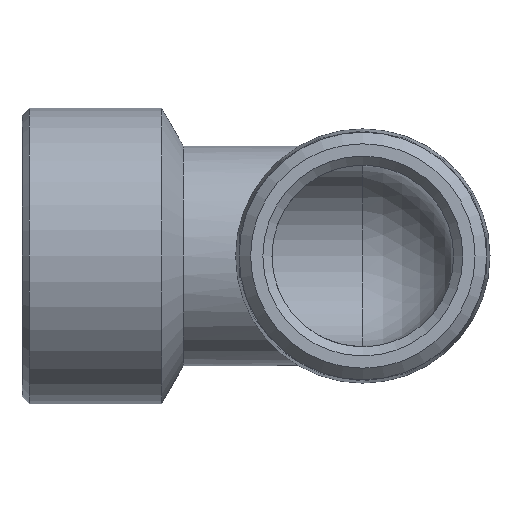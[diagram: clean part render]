
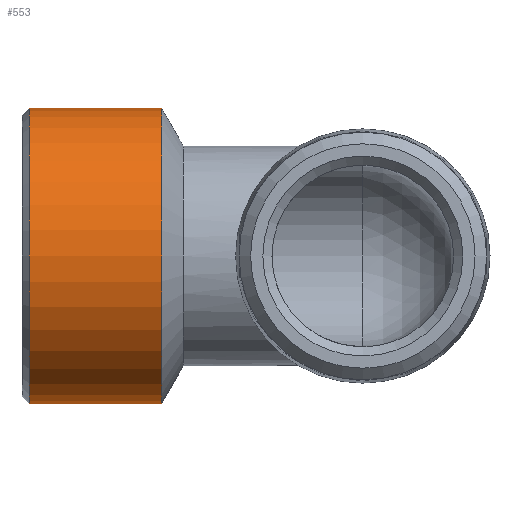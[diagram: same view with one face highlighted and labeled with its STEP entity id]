
A CAD part, left-side view. The second image highlights one B-rep face of the part: STEP entity #553.
In plain terms, the highlighted cylindrical face has radius 19.5 mm (diameter 39 mm), a full revolution.
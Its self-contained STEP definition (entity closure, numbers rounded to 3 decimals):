
#123=CIRCLE('',#615,19.5);
#124=CIRCLE('',#617,19.5);
#179=ORIENTED_EDGE('',*,*,#325,.F.);
#180=ORIENTED_EDGE('',*,*,#324,.T.);
#324=EDGE_CURVE('',#396,#396,#123,.T.);
#325=EDGE_CURVE('',#397,#397,#124,.T.);
#396=VERTEX_POINT('',#954);
#397=VERTEX_POINT('',#957);
#435=EDGE_LOOP('',(#179));
#436=EDGE_LOOP('',(#180));
#489=FACE_BOUND('',#435,.T.);
#490=FACE_BOUND('',#436,.T.);
#537=CYLINDRICAL_SURFACE('',#616,19.5);
#553=ADVANCED_FACE('',(#489,#490),#537,.T.);
#615=AXIS2_PLACEMENT_3D('',#953,#708,#709);
#616=AXIS2_PLACEMENT_3D('',#955,#710,#711);
#617=AXIS2_PLACEMENT_3D('',#956,#712,#713);
#708=DIRECTION('',(0.,1.,0.));
#709=DIRECTION('',(0.,0.,1.));
#710=DIRECTION('',(0.,1.,0.));
#711=DIRECTION('',(0.,0.,1.));
#712=DIRECTION('',(0.,1.,0.));
#713=DIRECTION('',(0.,0.,1.));
#953=CARTESIAN_POINT('',(0.,26.571,0.));
#954=CARTESIAN_POINT('',(0.,26.571,19.5));
#955=CARTESIAN_POINT('',(0.,45.,0.));
#956=CARTESIAN_POINT('',(0.,44.025,0.));
#957=CARTESIAN_POINT('',(0.,44.025,19.5));
